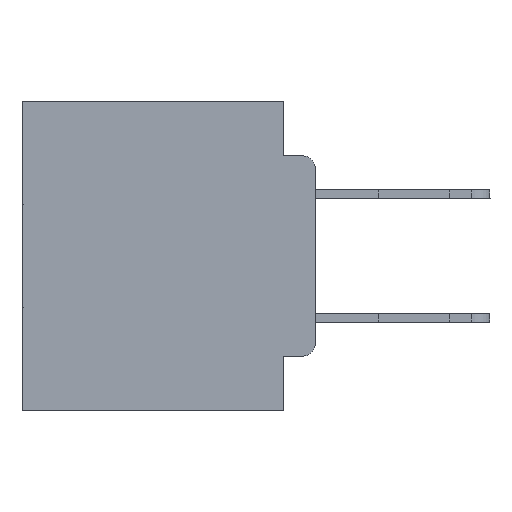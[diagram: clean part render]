
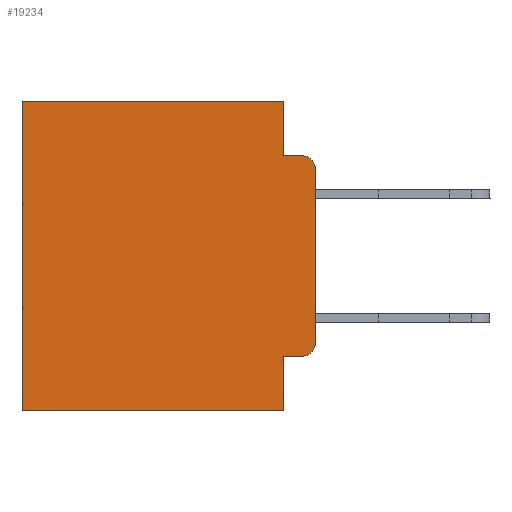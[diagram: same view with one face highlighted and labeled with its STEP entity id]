
A CAD part, left-side view. The second image highlights one B-rep face of the part: STEP entity #19234.
In plain terms, the highlighted planar face has unit normal (-1, 0, 0).
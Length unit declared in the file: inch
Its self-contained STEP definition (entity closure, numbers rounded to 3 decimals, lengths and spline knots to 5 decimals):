
#120 = DIRECTION ( 'NONE',  ( 1., 0., 0. ) ) ;
#148 = VECTOR ( 'NONE', #3238, 39.37008 ) ;
#323 = CARTESIAN_POINT ( 'NONE',  ( 0.298, 0.02, -0.1085 ) ) ;
#710 = CARTESIAN_POINT ( 'NONE',  ( 0.298, 0., 0. ) ) ;
#1885 = VECTOR ( 'NONE', #26784, 39.37008 ) ;
#2281 = EDGE_CURVE ( 'NONE', #21894, #27464, #6857, .T. ) ;
#2346 = LINE ( 'NONE', #30698, #26604 ) ;
#2621 = CARTESIAN_POINT ( 'NONE',  ( 0.298, 0.051, -0.4115 ) ) ;
#2888 = DIRECTION ( 'NONE',  ( 0., 0., -1. ) ) ;
#3238 = DIRECTION ( 'NONE',  ( 0., 0., -1. ) ) ;
#4222 = DIRECTION ( 'NONE',  ( 0., -1., 0. ) ) ;
#4786 = ORIENTED_EDGE ( 'NONE', *, *, #10890, .F. ) ;
#5746 = CARTESIAN_POINT ( 'NONE',  ( 0.298, 0.051, -0.0885 ) ) ;
#5906 = EDGE_CURVE ( 'NONE', #17976, #27464, #28254, .T. ) ;
#6857 = LINE ( 'NONE', #710, #148 ) ;
#6948 = EDGE_CURVE ( 'NONE', #12093, #13530, #12568, .T. ) ;
#7187 = VERTEX_POINT ( 'NONE', #26545 ) ;
#7725 = ORIENTED_EDGE ( 'NONE', *, *, #23153, .F. ) ;
#7834 = ORIENTED_EDGE ( 'NONE', *, *, #20531, .T. ) ;
#8336 = AXIS2_PLACEMENT_3D ( 'NONE', #23056, #23258, #23231 ) ;
#8573 = VERTEX_POINT ( 'NONE', #10843 ) ;
#9072 = VERTEX_POINT ( 'NONE', #20354 ) ;
#9340 = EDGE_CURVE ( 'NONE', #17658, #9072, #2346, .T. ) ;
#9488 = DIRECTION ( 'NONE',  ( 0., 1., 0. ) ) ;
#9558 = ORIENTED_EDGE ( 'NONE', *, *, #2281, .F. ) ;
#9920 = CARTESIAN_POINT ( 'NONE',  ( 0.298, 0.473, 0. ) ) ;
#10843 = CARTESIAN_POINT ( 'NONE',  ( 0.298, 0.051, -0.4115 ) ) ;
#10887 = ORIENTED_EDGE ( 'NONE', *, *, #22183, .T. ) ;
#10890 = EDGE_CURVE ( 'NONE', #8573, #17658, #17992, .T. ) ;
#10952 = CARTESIAN_POINT ( 'NONE',  ( 0.298, 0.051, -0.5 ) ) ;
#11442 = CARTESIAN_POINT ( 'NONE',  ( 0.298, 0., -0.3915 ) ) ;
#11619 = VECTOR ( 'NONE', #26567, 39.37008 ) ;
#11821 = VECTOR ( 'NONE', #4222, 39.37008 ) ;
#12093 = VERTEX_POINT ( 'NONE', #5746 ) ;
#12568 = LINE ( 'NONE', #15170, #11821 ) ;
#13267 = ORIENTED_EDGE ( 'NONE', *, *, #5906, .T. ) ;
#13530 = VERTEX_POINT ( 'NONE', #25716 ) ;
#13706 = VECTOR ( 'NONE', #22439, 39.37008 ) ;
#13885 = EDGE_CURVE ( 'NONE', #21894, #13530, #30281, .T. ) ;
#14065 = ORIENTED_EDGE ( 'NONE', *, *, #9340, .F. ) ;
#14976 = CARTESIAN_POINT ( 'NONE',  ( 0.298, 0.051, 0. ) ) ;
#15020 = LINE ( 'NONE', #14976, #1885 ) ;
#15170 = CARTESIAN_POINT ( 'NONE',  ( 0.298, 0.051, -0.0885 ) ) ;
#15609 = EDGE_LOOP ( 'NONE', ( #9558, #29381, #22458, #7725, #10887, #7834, #14065, #4786, #27862, #13267 ) ) ;
#15830 = VECTOR ( 'NONE', #9488, 39.37008 ) ;
#16740 = CARTESIAN_POINT ( 'NONE',  ( 0.298, 0., 0. ) ) ;
#16864 = LINE ( 'NONE', #2621, #28663 ) ;
#17389 = DIRECTION ( 'NONE',  ( 0., 0., -1. ) ) ;
#17576 = DIRECTION ( 'NONE',  ( -1., 0., 0. ) ) ;
#17658 = VERTEX_POINT ( 'NONE', #10952 ) ;
#17976 = VERTEX_POINT ( 'NONE', #21618 ) ;
#17992 = LINE ( 'NONE', #19442, #11619 ) ;
#18518 = AXIS2_PLACEMENT_3D ( 'NONE', #24465, #120, #17389 ) ;
#19234 = ADVANCED_FACE ( 'NONE', ( #30407 ), #24365, .F. ) ;
#19442 = CARTESIAN_POINT ( 'NONE',  ( 0.298, 0.051, 0. ) ) ;
#19717 = DIRECTION ( 'NONE',  ( 0., -1., 0. ) ) ;
#20354 = CARTESIAN_POINT ( 'NONE',  ( 0.298, 0.473, -0.5 ) ) ;
#20531 = EDGE_CURVE ( 'NONE', #28934, #9072, #26333, .T. ) ;
#21383 = DIRECTION ( 'NONE',  ( 0., 1., 0. ) ) ;
#21618 = CARTESIAN_POINT ( 'NONE',  ( 0.298, 0.02, -0.4115 ) ) ;
#21894 = VERTEX_POINT ( 'NONE', #22682 ) ;
#22152 = LINE ( 'NONE', #16740, #15830 ) ;
#22183 = EDGE_CURVE ( 'NONE', #7187, #28934, #22152, .T. ) ;
#22439 = DIRECTION ( 'NONE',  ( 0., 0., -1. ) ) ;
#22458 = ORIENTED_EDGE ( 'NONE', *, *, #6948, .F. ) ;
#22682 = CARTESIAN_POINT ( 'NONE',  ( 0.298, 0., -0.1085 ) ) ;
#23056 = CARTESIAN_POINT ( 'NONE',  ( 0.298, 0.02, -0.3915 ) ) ;
#23153 = EDGE_CURVE ( 'NONE', #7187, #12093, #15020, .T. ) ;
#23231 = DIRECTION ( 'NONE',  ( 0., 0., -1. ) ) ;
#23258 = DIRECTION ( 'NONE',  ( -1., 0., 0. ) ) ;
#23733 = EDGE_CURVE ( 'NONE', #8573, #17976, #16864, .T. ) ;
#24365 = PLANE ( 'NONE',  #18518 ) ;
#24465 = CARTESIAN_POINT ( 'NONE',  ( 0.298, 0., 0. ) ) ;
#25557 = AXIS2_PLACEMENT_3D ( 'NONE', #323, #17576, #2888 ) ;
#25716 = CARTESIAN_POINT ( 'NONE',  ( 0.298, 0.02, -0.0885 ) ) ;
#26333 = LINE ( 'NONE', #26645, #13706 ) ;
#26545 = CARTESIAN_POINT ( 'NONE',  ( 0.298, 0.051, 0. ) ) ;
#26567 = DIRECTION ( 'NONE',  ( 0., 0., -1. ) ) ;
#26604 = VECTOR ( 'NONE', #21383, 39.37008 ) ;
#26645 = CARTESIAN_POINT ( 'NONE',  ( 0.298, 0.473, 0. ) ) ;
#26784 = DIRECTION ( 'NONE',  ( 0., 0., -1. ) ) ;
#27464 = VERTEX_POINT ( 'NONE', #11442 ) ;
#27862 = ORIENTED_EDGE ( 'NONE', *, *, #23733, .T. ) ;
#28254 = CIRCLE ( 'NONE', #8336, 0.02 ) ;
#28663 = VECTOR ( 'NONE', #19717, 39.37008 ) ;
#28934 = VERTEX_POINT ( 'NONE', #9920 ) ;
#29381 = ORIENTED_EDGE ( 'NONE', *, *, #13885, .T. ) ;
#30281 = CIRCLE ( 'NONE', #25557, 0.02 ) ;
#30407 = FACE_OUTER_BOUND ( 'NONE', #15609, .T. ) ;
#30698 = CARTESIAN_POINT ( 'NONE',  ( 0.298, 0., -0.5 ) ) ;
